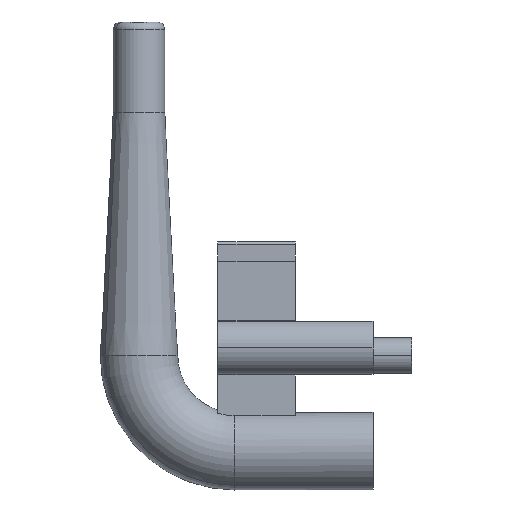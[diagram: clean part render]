
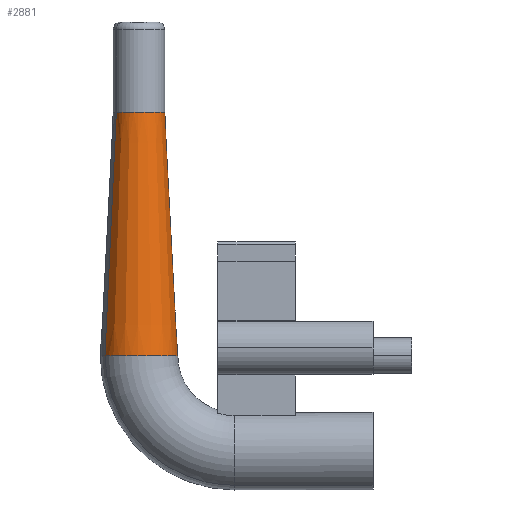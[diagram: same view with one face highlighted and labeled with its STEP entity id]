
A CAD part, left-side view. The second image highlights one B-rep face of the part: STEP entity #2881.
In plain terms, the highlighted conical face has half-angle 3.045 degrees and reference radius 1 mm.
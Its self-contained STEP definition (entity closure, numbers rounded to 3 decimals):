
#2822=AXIS2_PLACEMENT_3D('Circle Axis2P3D',#2820,#2821,$) ;
#2854=AXIS2_PLACEMENT_3D('Cone Axis2P3D',#2851,#2852,#2853) ;
#2865=AXIS2_PLACEMENT_3D('Circle Axis2P3D',#2863,#2864,$) ;
#2817=CARTESIAN_POINT('Vertex',(1.021,11.428,14.6)) ;
#2820=CARTESIAN_POINT('Axis2P3D Location',(1.5,10.55,14.6)) ;
#2824=CARTESIAN_POINT('Vertex',(1.979,9.672,14.6)) ;
#2851=CARTESIAN_POINT('Axis2P3D Location',(1.5,10.55,14.6)) ;
#2856=CARTESIAN_POINT('Line Origine',(0.901,11.647,9.9)) ;
#2860=CARTESIAN_POINT('Vertex',(0.781,11.866,5.2)) ;
#2863=CARTESIAN_POINT('Axis2P3D Location',(1.5,10.55,5.2)) ;
#2867=CARTESIAN_POINT('Vertex',(2.219,9.234,5.2)) ;
#2870=CARTESIAN_POINT('Line Origine',(2.099,9.453,9.9)) ;
#2821=DIRECTION('Axis2P3D Direction',(0.,0.,1.)) ;
#2852=DIRECTION('Axis2P3D Direction',(-0.,-0.,-1.)) ;
#2853=DIRECTION('Axis2P3D XDirection',(-0.479,0.878,0.)) ;
#2857=DIRECTION('Vector Direction',(-0.025,0.047,-0.999)) ;
#2864=DIRECTION('Axis2P3D Direction',(0.,0.,-1.)) ;
#2871=DIRECTION('Vector Direction',(0.025,-0.047,-0.999)) ;
#2858=VECTOR('Line Direction',#2857,1.) ;
#2872=VECTOR('Line Direction',#2871,1.) ;
#2876=ORIENTED_EDGE('',*,*,#2826,.F.) ;
#2877=ORIENTED_EDGE('',*,*,#2862,.T.) ;
#2878=ORIENTED_EDGE('',*,*,#2869,.T.) ;
#2879=ORIENTED_EDGE('',*,*,#2874,.F.) ;
#2881=ADVANCED_FACE('_SL 3.5 FLA 1.5/8 1597510000',(#2880),#2855,.T.) ;
#2823=CIRCLE('generated circle',#2822,1.) ;
#2866=CIRCLE('generated circle',#2865,1.5) ;
#2855=CONICAL_SURFACE('Cone',#2854,1.,0.053) ;
#2826=EDGE_CURVE('',#2818,#2825,#2823,.T.) ;
#2862=EDGE_CURVE('',#2818,#2861,#2859,.T.) ;
#2869=EDGE_CURVE('',#2861,#2868,#2866,.F.) ;
#2874=EDGE_CURVE('',#2825,#2868,#2873,.T.) ;
#2875=EDGE_LOOP('',(#2876,#2877,#2878,#2879)) ;
#2880=FACE_OUTER_BOUND('',#2875,.T.) ;
#2859=LINE('Line',#2856,#2858) ;
#2873=LINE('Line',#2870,#2872) ;
#2818=VERTEX_POINT('',#2817) ;
#2825=VERTEX_POINT('',#2824) ;
#2861=VERTEX_POINT('',#2860) ;
#2868=VERTEX_POINT('',#2867) ;
